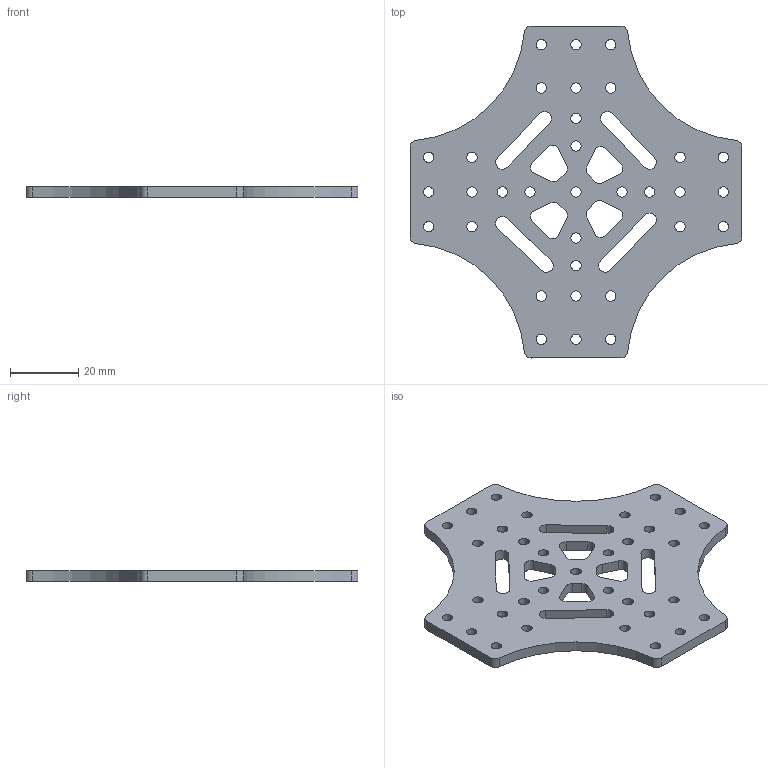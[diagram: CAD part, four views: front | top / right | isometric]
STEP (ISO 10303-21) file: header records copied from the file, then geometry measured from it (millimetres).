
FILE_DESCRIPTION((''),'2;1');
FILE_NAME('ARIONX','2014-07-14T',('Jason'),(''),'PRO/ENGINEER BY PARAMETRIC TECHNOLOGY CORPORATION, 2013230','PRO/ENGINEER BY PARAMETRIC TECHNOLOGY CORPORATION, 2013230','');
FILE_SCHEMA(('CONFIG_CONTROL_DESIGN'));
Length unit declared in the file: millimetre
Products named in the file (1): ARIONX
Bounding box: 97.32 x 97.32 x 3.17 mm (x, y, z)
Volume: 16208.3 mm3; surface area: 13270.1 mm2
Topology: 1 solids, 1 shells, 132 faces, 390 edges, 260 vertices
Faces by surface type: cylinder 102, plane 30
Entity records: 4720 total; most frequent: DIRECTION 858, CARTESIAN_POINT 782, ORIENTED_EDGE 780, EDGE_CURVE 390, AXIS2_PLACEMENT_3D 336, VERTEX_POINT 260, EDGE_LOOP 214, CIRCLE 204
